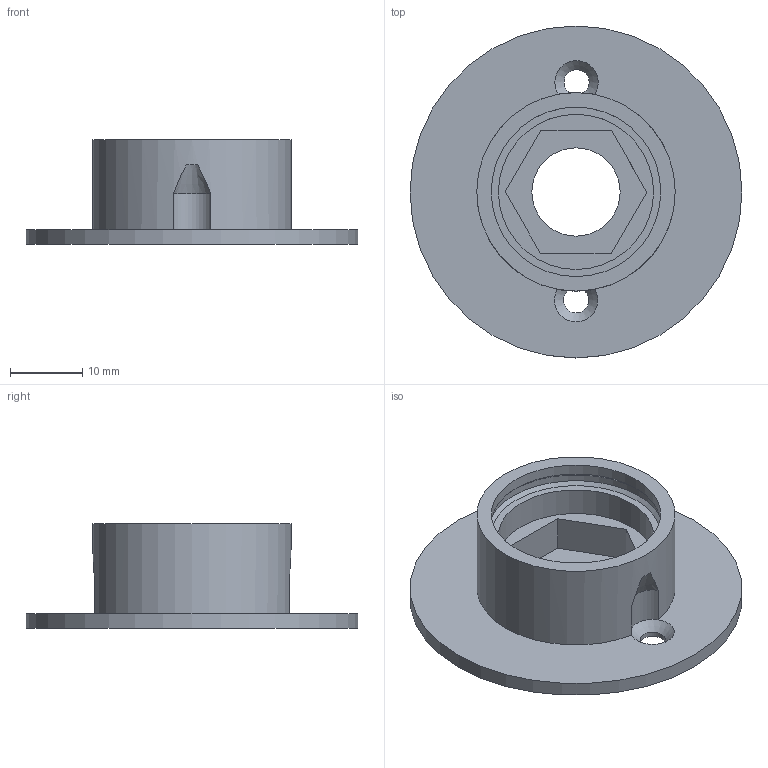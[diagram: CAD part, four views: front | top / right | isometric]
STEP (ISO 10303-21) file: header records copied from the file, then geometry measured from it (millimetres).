
FILE_DESCRIPTION(/* description */ (''),/* implementation_level */ '2;1');
FILE_NAME(/* name */ 'Valve coupler.step',/* time_stamp */ '2025-12-24T15:52:57Z',/* author */ (''),/* organization */ (''),/* preprocessor_version */ 'ST-DEVELOPER v20.1',/* originating_system */ 'Autodesk Translation Framework v14.21.0.0',/* authorisation */ '');
FILE_SCHEMA (('AUTOMOTIVE_DESIGN { 1 0 10303 214 3 1 1 }'));
Length unit declared in the file: millimetre
Products named in the file (1): Valve coupler
Bounding box: 46 x 46 x 14.5 mm (x, y, z)
Volume: 6097.2 mm3; surface area: 5414.4 mm2
Topology: 1 solids, 1 shells, 30 faces, 70 edges, 44 vertices
Faces by surface type: plane 14, cylinder 10, cone 6
Full cylindrical faces by diameter (mm): 3.5 x2, 12.234 x1, 21.5 x1, 23.5 x1, 24.5 x1, 27.5 x1, 46 x1
Entity records: 931 total; most frequent: CARTESIAN_POINT 177, DIRECTION 160, ORIENTED_EDGE 140, EDGE_CURVE 70, AXIS2_PLACEMENT_3D 63, VERTEX_POINT 44, EDGE_LOOP 38, LINE 34
